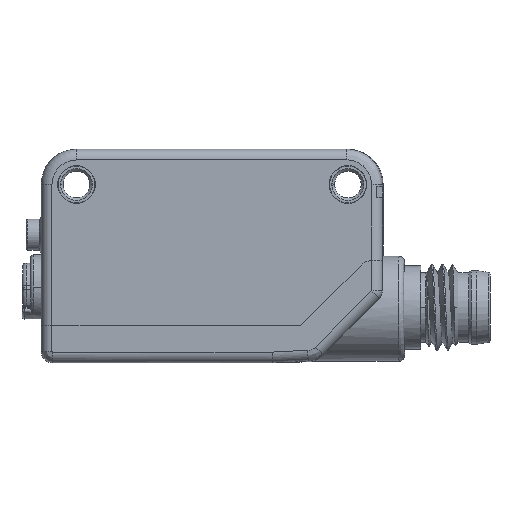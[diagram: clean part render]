
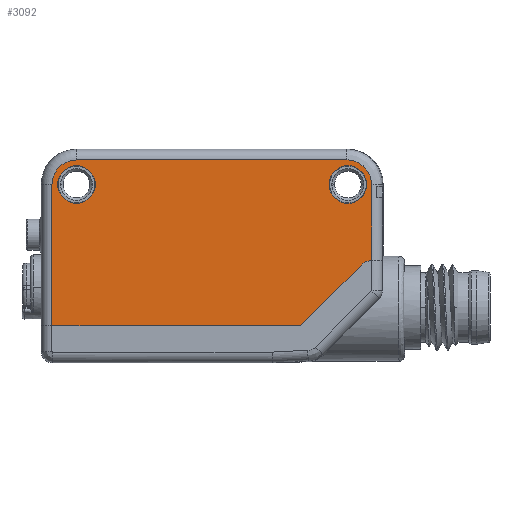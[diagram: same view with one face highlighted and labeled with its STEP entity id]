
A CAD part, left-side view. The second image highlights one B-rep face of the part: STEP entity #3092.
In plain terms, the highlighted planar face has unit normal (-1, 0, 0).
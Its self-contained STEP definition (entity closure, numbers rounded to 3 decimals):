
#2=CARTESIAN_POINT('',(-6.,12.7,6.7));
#3=DIRECTION('',(1.,0.,0.));
#4=DIRECTION('',(0.,0.,-1.));
#5=AXIS2_PLACEMENT_3D('',#2,#3,#4);
#7=CARTESIAN_POINT('',(-6.,12.7,6.7));
#8=DIRECTION('',(1.,0.,0.));
#9=DIRECTION('',(0.,0.,1.));
#10=AXIS2_PLACEMENT_3D('',#7,#8,#9);
#12=CARTESIAN_POINT('',(-6.,-12.7,6.7));
#13=DIRECTION('',(1.,0.,0.));
#14=DIRECTION('',(0.,0.,-1.));
#15=AXIS2_PLACEMENT_3D('',#12,#13,#14);
#17=CARTESIAN_POINT('',(-6.,-12.7,6.7));
#18=DIRECTION('',(1.,0.,0.));
#19=DIRECTION('',(0.,0.,1.));
#20=AXIS2_PLACEMENT_3D('',#17,#18,#19);
#22=DIRECTION('',(0.,0.,1.));
#23=VECTOR('',#22,7.103);
#24=CARTESIAN_POINT('',(-6.,-14.913,-0.403));
#25=LINE('',#24,#23);
#26=DIRECTION('',(0.,-0.707,0.707));
#27=VECTOR('',#26,8.005);
#28=CARTESIAN_POINT('',(-6.,-8.279,-6.5));
#29=LINE('',#28,#27);
#30=DIRECTION('',(0.,-1.,0.));
#31=VECTOR('',#30,23.279);
#32=CARTESIAN_POINT('',(-6.,15.,-6.5));
#33=LINE('',#32,#31);
#34=DIRECTION('',(0.,0.,-1.));
#35=VECTOR('',#34,13.2);
#36=CARTESIAN_POINT('',(-6.,15.,6.7));
#37=LINE('',#36,#35);
#38=CARTESIAN_POINT('',(-6.,12.7,6.7));
#39=DIRECTION('',(-1.,0.,0.));
#40=DIRECTION('',(0.,0.,1.));
#41=AXIS2_PLACEMENT_3D('',#38,#39,#40);
#43=DIRECTION('',(0.,1.,0.));
#44=VECTOR('',#43,25.312);
#45=CARTESIAN_POINT('',(-6.,-12.612,9.));
#46=LINE('',#45,#44);
#47=CARTESIAN_POINT('',(-6.,-14.913,6.7));
#48=CARTESIAN_POINT('',(-6.,-14.913,6.835));
#49=CARTESIAN_POINT('',(-6.,-14.889,7.1));
#50=CARTESIAN_POINT('',(-6.,-14.785,7.49));
#51=CARTESIAN_POINT('',(-6.,-14.615,7.855));
#52=CARTESIAN_POINT('',(-6.,-14.384,8.186));
#53=CARTESIAN_POINT('',(-6.,-14.098,8.471));
#54=CARTESIAN_POINT('',(-6.,-13.768,8.702));
#55=CARTESIAN_POINT('',(-6.,-13.403,8.872));
#56=CARTESIAN_POINT('',(-6.,-13.013,8.977));
#57=CARTESIAN_POINT('',(-6.,-12.747,9.));
#58=CARTESIAN_POINT('',(-6.,-12.612,9.));
#541=CARTESIAN_POINT('',(-6.,-15.,-1.9));
#542=DIRECTION('',(1.,0.,0.));
#543=DIRECTION('',(0.,0.707,0.707));
#544=AXIS2_PLACEMENT_3D('',#541,#542,#543);
#2499=CARTESIAN_POINT('',(-6.,-8.279,-6.5));
#2501=VERTEX_POINT('',#2499);
#2584=VERTEX_POINT('',#47);
#2585=VERTEX_POINT('',#58);
#2588=CARTESIAN_POINT('',(-6.,12.7,9.));
#2589=VERTEX_POINT('',#2588);
#2623=CARTESIAN_POINT('',(-6.,-13.939,-0.839));
#2624=VERTEX_POINT('',#2623);
#2627=CARTESIAN_POINT('',(-6.,-14.913,-0.403));
#2628=VERTEX_POINT('',#2627);
#2637=CARTESIAN_POINT('',(-6.,-12.7,8.46));
#2638=CARTESIAN_POINT('',(-6.,-12.7,4.94));
#2639=VERTEX_POINT('',#2637);
#2640=VERTEX_POINT('',#2638);
#2641=CARTESIAN_POINT('',(-6.,12.7,8.46));
#2642=CARTESIAN_POINT('',(-6.,12.7,4.94));
#2643=VERTEX_POINT('',#2641);
#2644=VERTEX_POINT('',#2642);
#2675=CARTESIAN_POINT('',(-6.,15.,-6.5));
#2677=VERTEX_POINT('',#2675);
#2681=CARTESIAN_POINT('',(-6.,15.,6.7));
#2682=VERTEX_POINT('',#2681);
#3057=CARTESIAN_POINT('',(-6.,0.,0.));
#3058=DIRECTION('',(1.,0.,0.));
#3059=DIRECTION('',(0.,0.,-1.));
#3060=AXIS2_PLACEMENT_3D('',#3057,#3058,#3059);
#3061=PLANE('',#3060);
#3063=ORIENTED_EDGE('',*,*,#3062,.F.);
#3065=ORIENTED_EDGE('',*,*,#3064,.F.);
#3067=ORIENTED_EDGE('',*,*,#3066,.F.);
#3069=ORIENTED_EDGE('',*,*,#3068,.F.);
#3071=ORIENTED_EDGE('',*,*,#3070,.F.);
#3073=ORIENTED_EDGE('',*,*,#3072,.F.);
#3075=ORIENTED_EDGE('',*,*,#3074,.F.);
#3077=ORIENTED_EDGE('',*,*,#3076,.F.);
#3078=EDGE_LOOP('',(#3063,#3065,#3067,#3069,#3071,#3073,#3075,#3077));
#3079=FACE_OUTER_BOUND('',#3078,.F.);
#3081=ORIENTED_EDGE('',*,*,#3080,.F.);
#3083=ORIENTED_EDGE('',*,*,#3082,.F.);
#3084=EDGE_LOOP('',(#3081,#3083));
#3085=FACE_BOUND('',#3084,.F.);
#3087=ORIENTED_EDGE('',*,*,#3086,.F.);
#3089=ORIENTED_EDGE('',*,*,#3088,.F.);
#3090=EDGE_LOOP('',(#3087,#3089));
#3091=FACE_BOUND('',#3090,.F.);
#3092=ADVANCED_FACE('',(#3079,#3085,#3091),#3061,.F.);
#6=CIRCLE('',#5,1.76);
#11=CIRCLE('',#10,1.76);
#16=CIRCLE('',#15,1.76);
#21=CIRCLE('',#20,1.76);
#42=CIRCLE('',#41,2.3);
#59=B_SPLINE_CURVE_WITH_KNOTS('',3,(#47,#48,#49,#50,#51,#52,#53,#54,#55,#56,#57,
#58),.UNSPECIFIED.,.F.,.F.,(4,1,1,1,1,1,1,1,1,4),(0.,0.111,
0.222,0.333,0.444,0.556,
0.667,0.778,0.889,1.),.UNSPECIFIED.);
#545=CIRCLE('',#544,1.5);
#3062=EDGE_CURVE('',#2628,#2584,#25,.T.);
#3064=EDGE_CURVE('',#2624,#2628,#545,.T.);
#3066=EDGE_CURVE('',#2501,#2624,#29,.T.);
#3068=EDGE_CURVE('',#2677,#2501,#33,.T.);
#3070=EDGE_CURVE('',#2682,#2677,#37,.T.);
#3072=EDGE_CURVE('',#2589,#2682,#42,.T.);
#3074=EDGE_CURVE('',#2585,#2589,#46,.T.);
#3076=EDGE_CURVE('',#2584,#2585,#59,.T.);
#3080=EDGE_CURVE('',#2640,#2639,#16,.T.);
#3082=EDGE_CURVE('',#2639,#2640,#21,.T.);
#3086=EDGE_CURVE('',#2644,#2643,#6,.T.);
#3088=EDGE_CURVE('',#2643,#2644,#11,.T.);
